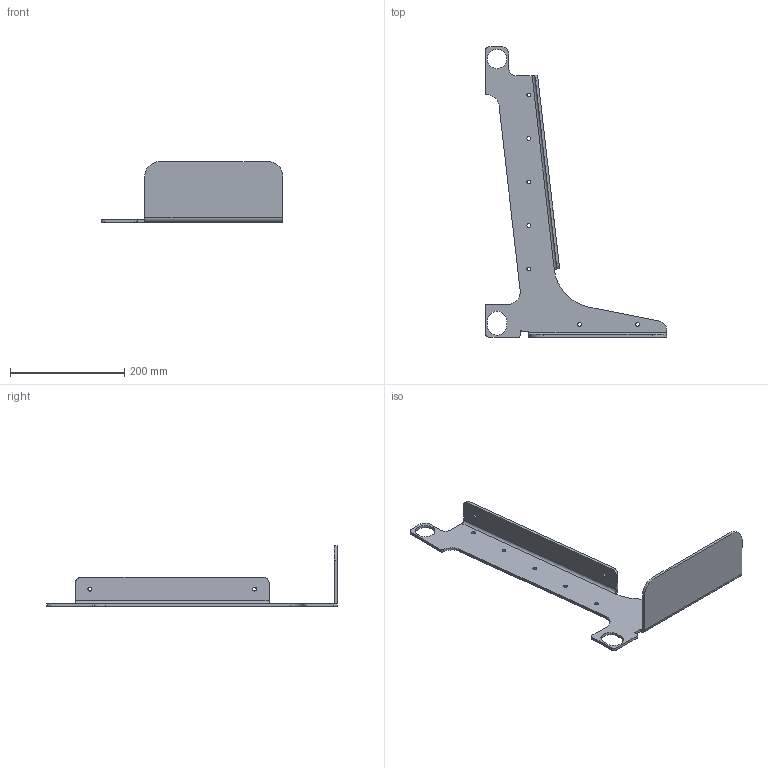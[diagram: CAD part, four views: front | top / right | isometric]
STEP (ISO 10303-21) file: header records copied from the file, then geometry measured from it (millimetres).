
FILE_DESCRIPTION(/* description */ (''),/* implementation_level */ '2;1');
FILE_NAME(/* name */ 'FE-00050_5.stp',/* time_stamp */ '2017-01-08T12:20:29-05:00',/* author */ ('jeff1'),/* organization */ (''),/* preprocessor_version */ 'ST-DEVELOPER v16.5',/* originating_system */ 'Autodesk Inventor 2017',/* authorisation */ '');
FILE_SCHEMA (('AUTOMOTIVE_DESIGN { 1 0 10303 214 3 1 1 }'));
Length unit declared in the file: inch
Products named in the file (1): FE-00050_5
Bounding box: 317.5 x 508 x 106.36 mm (x, y, z)
Volume: 399030.6 mm3; surface area: 178589.7 mm2
Topology: 1 solids, 1 shells, 59 faces, 159 edges, 102 vertices
Faces by surface type: cylinder 32, plane 27
Full cylindrical faces by diameter (mm): 6.604 x9, 33.909 x1
Entity records: 1887 total; most frequent: DIRECTION 333, CARTESIAN_POINT 311, ORIENTED_EDGE 298, EDGE_CURVE 149, AXIS2_PLACEMENT_3D 124, VERTEX_POINT 102, EDGE_LOOP 91, LINE 85
